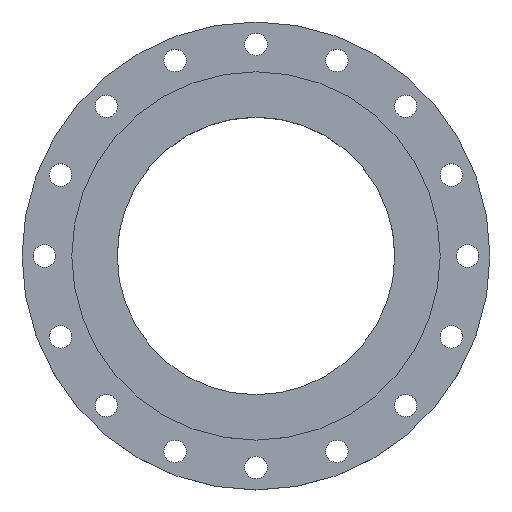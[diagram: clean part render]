
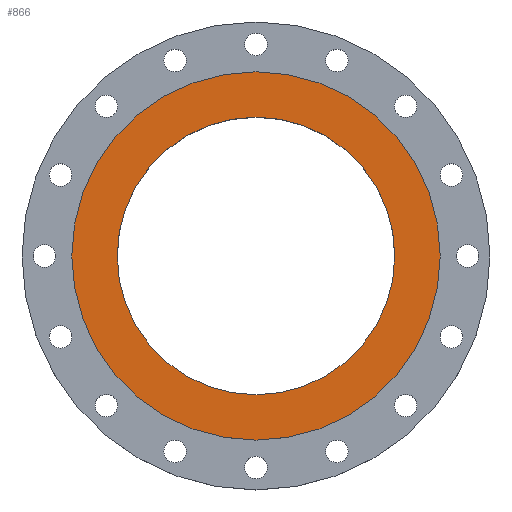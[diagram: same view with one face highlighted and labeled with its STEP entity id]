
A CAD part, top view. The second image highlights one B-rep face of the part: STEP entity #866.
In plain terms, the highlighted planar face has unit normal (0, 0, 1).
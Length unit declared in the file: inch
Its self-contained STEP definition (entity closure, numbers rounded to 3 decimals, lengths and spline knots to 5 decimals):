
#42 = VERTEX_POINT ( 'NONE', #958 ) ;
#268 = ORIENTED_EDGE ( 'NONE', *, *, #382, .F. ) ;
#381 = DIRECTION ( 'NONE',  ( 1., 0., 0. ) ) ;
#382 = EDGE_CURVE ( 'NONE', #42, #1387, #1635, .T. ) ;
#413 = PLANE ( 'NONE',  #848 ) ;
#438 = CARTESIAN_POINT ( 'NONE',  ( 0., 6.96875, 0. ) ) ;
#512 = CARTESIAN_POINT ( 'NONE',  ( 0., 0., 0. ) ) ;
#520 = CARTESIAN_POINT ( 'NONE',  ( 0., 0., 0. ) ) ;
#528 = EDGE_LOOP ( 'NONE', ( #268, #932 ) ) ;
#540 = ORIENTED_EDGE ( 'NONE', *, *, #1283, .T. ) ;
#566 = CARTESIAN_POINT ( 'NONE',  ( -9.25, 0., 0. ) ) ;
#662 = EDGE_CURVE ( 'NONE', #1387, #42, #1608, .T. ) ;
#664 = DIRECTION ( 'NONE',  ( 1., 0., 0. ) ) ;
#813 = DIRECTION ( 'NONE',  ( 0., 0., 1. ) ) ;
#828 = CIRCLE ( 'NONE', #1581, 9.25 ) ;
#829 = FACE_OUTER_BOUND ( 'NONE', #1146, .T. ) ;
#845 = AXIS2_PLACEMENT_3D ( 'NONE', #520, #813, #664 ) ;
#848 = AXIS2_PLACEMENT_3D ( 'NONE', #438, #964, #1524 ) ;
#866 = ADVANCED_FACE ( 'NONE', ( #1421, #829 ), #413, .F. ) ;
#885 = VERTEX_POINT ( 'NONE', #566 ) ;
#932 = ORIENTED_EDGE ( 'NONE', *, *, #662, .F. ) ;
#939 = CARTESIAN_POINT ( 'NONE',  ( 0., 0., 0. ) ) ;
#958 = CARTESIAN_POINT ( 'NONE',  ( 6.96875, 0., 0. ) ) ;
#964 = DIRECTION ( 'NONE',  ( 0., 0., -1. ) ) ;
#1146 = EDGE_LOOP ( 'NONE', ( #540, #1661 ) ) ;
#1219 = DIRECTION ( 'NONE',  ( 0., 0., 1. ) ) ;
#1232 = DIRECTION ( 'NONE',  ( 0., 0., 1. ) ) ;
#1233 = AXIS2_PLACEMENT_3D ( 'NONE', #512, #1238, #1616 ) ;
#1238 = DIRECTION ( 'NONE',  ( 0., 0., 1. ) ) ;
#1283 = EDGE_CURVE ( 'NONE', #1402, #885, #828, .T. ) ;
#1366 = CARTESIAN_POINT ( 'NONE',  ( 0., 0., 0. ) ) ;
#1387 = VERTEX_POINT ( 'NONE', #1442 ) ;
#1402 = VERTEX_POINT ( 'NONE', #1707 ) ;
#1406 = CIRCLE ( 'NONE', #1233, 9.25 ) ;
#1421 = FACE_BOUND ( 'NONE', #528, .T. ) ;
#1442 = CARTESIAN_POINT ( 'NONE',  ( -6.96875, 0., 0. ) ) ;
#1468 = EDGE_CURVE ( 'NONE', #885, #1402, #1406, .T. ) ;
#1495 = AXIS2_PLACEMENT_3D ( 'NONE', #939, #1232, #381 ) ;
#1524 = DIRECTION ( 'NONE',  ( -1., 0., 0. ) ) ;
#1581 = AXIS2_PLACEMENT_3D ( 'NONE', #1366, #1219, #1764 ) ;
#1608 = CIRCLE ( 'NONE', #1495, 6.96875 ) ;
#1616 = DIRECTION ( 'NONE',  ( 1., 0., 0. ) ) ;
#1635 = CIRCLE ( 'NONE', #845, 6.96875 ) ;
#1661 = ORIENTED_EDGE ( 'NONE', *, *, #1468, .T. ) ;
#1707 = CARTESIAN_POINT ( 'NONE',  ( 9.25, 0., 0. ) ) ;
#1764 = DIRECTION ( 'NONE',  ( 1., 0., 0. ) ) ;
